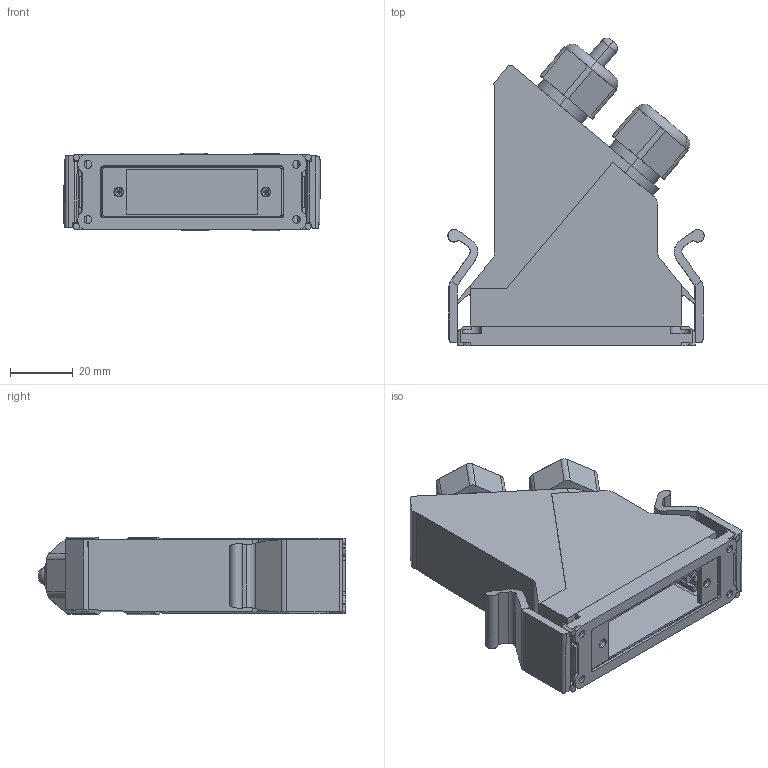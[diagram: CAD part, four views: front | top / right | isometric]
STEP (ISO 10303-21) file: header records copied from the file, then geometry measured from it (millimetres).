
FILE_DESCRIPTION(('Creo Elements/Direct Modeling STEP Export'),'2;1');
FILE_NAME('model.stp','2019-05-17T10:20:42',(''),(''),'Creo Elements/Direct Modeling STEP processor for AP214 (Solid Model)','Creo Elements/Direct Modeling 20.1A 29-Sep-2018 (C) Parametric Technology GmbH','');
FILE_SCHEMA(('AUTOMOTIVE_DESIGN { 1 0 10303 214 1 1 1 1 }'));
Length unit declared in the file: millimetre
Products named in the file (8): VS-25-SET-STD6; VS-25-SET-STD5; VS-25-SET-STD4; VS-25-SET-STD3; VS-25-SET-STD2; VS-25-SET-STD1; VS-25-SET-STD
Assembly tree (7 placements, depth 2):
  VS-25-SET-STD
    VS-25-SET-STD
    VS-25-SET-STD1
    VS-25-SET-STD2
    VS-25-SET-STD3
    VS-25-SET-STD4
    VS-25-SET-STD5
    VS-25-SET-STD6
Bounding box: 81.86 x 98.26 x 24.71 mm (x, y, z)
Volume: 89171.9 mm3; surface area: 37580.7 mm2
Topology: 7 solids, 7 shells, 751 faces, 2005 edges, 1302 vertices
Faces by surface type: plane 446, cylinder 257, torus 30, cone 16, sphere 2
Entity records: 31074 total; most frequent: CARTESIAN_POINT 6280, ORIENTED_EDGE 4010, DIRECTION 3765, EDGE_CURVE 2005, VERTEX_POINT 1302, VECTOR 1293, LINE 1293, AXIS2_PLACEMENT_3D 1236
